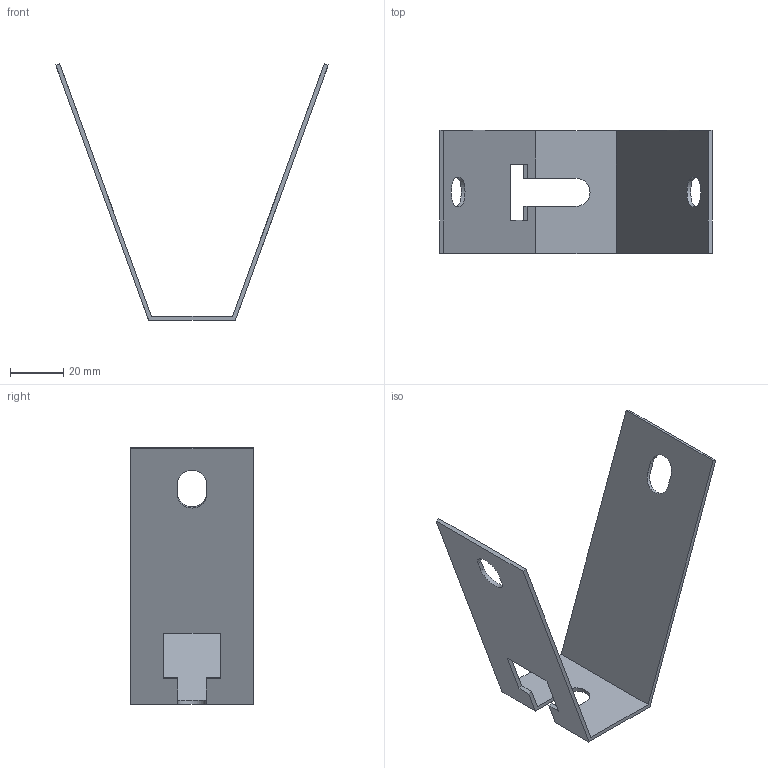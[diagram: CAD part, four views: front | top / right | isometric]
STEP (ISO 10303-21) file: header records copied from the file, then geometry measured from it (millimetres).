
FILE_DESCRIPTION(/* description */ (''),/* implementation_level */ '2;1');
FILE_NAME(/* name */ 'VPSU.ipt.stp',/* time_stamp */ '2023-05-15T11:23:45+03:00',/* author */ ('Man88'),/* organization */ (''),/* preprocessor_version */ 'ST-DEVELOPER v19.2',/* originating_system */ 'Autodesk Inventor 2023',/* authorisation */ '');
FILE_SCHEMA (('AUTOMOTIVE_DESIGN { 1 0 10303 214 3 1 1 }'));
Length unit declared in the file: millimetre
Products named in the file (1): V-подвес для профнастила 
универсальный, VSPU
Bounding box: 101.92 x 46 x 96.06 mm (x, y, z)
Volume: 14672.5 mm3; surface area: 20731.9 mm2
Topology: 1 solids, 1 shells, 26 faces, 78 edges, 52 vertices
Faces by surface type: plane 21, cylinder 5
Entity records: 953 total; most frequent: CARTESIAN_POINT 157, ORIENTED_EDGE 156, DIRECTION 142, EDGE_CURVE 78, LINE 68, VECTOR 68, VERTEX_POINT 52, AXIS2_PLACEMENT_3D 37
